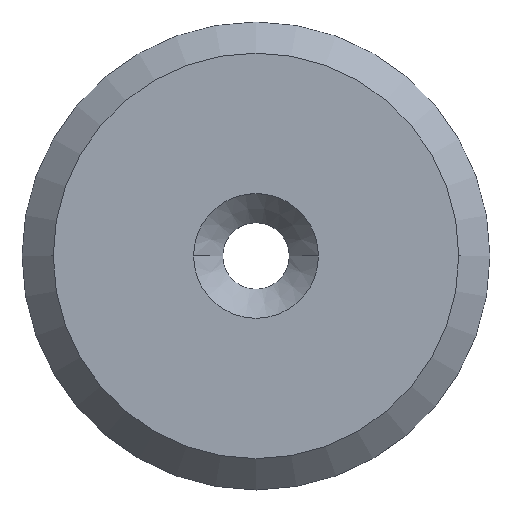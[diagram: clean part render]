
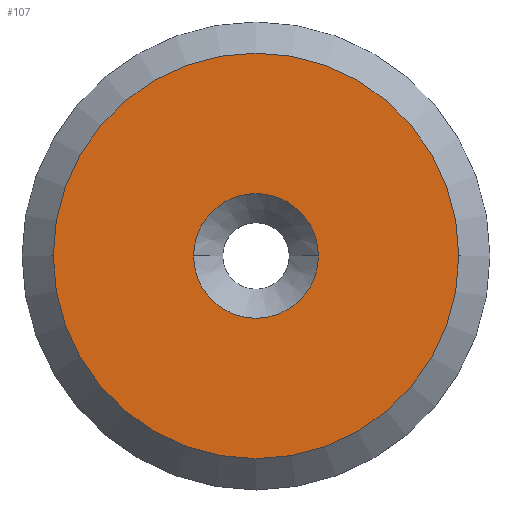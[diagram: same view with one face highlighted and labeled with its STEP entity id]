
A CAD part, top view. The second image highlights one B-rep face of the part: STEP entity #107.
In plain terms, the highlighted planar face has unit normal (0, 0, 1).
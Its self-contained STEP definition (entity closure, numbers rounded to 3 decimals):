
#79=VERTEX_POINT('',#197);
#83=EDGE_CURVE('',#79,#147,#201,.T.);
#89=EDGE_CURVE('',#149,#93,#208,.T.);
#93=VERTEX_POINT('',#212);
#107=ADVANCED_FACE('',(#229,#230),#231,.T.);
#113=EDGE_CURVE('',#147,#79,#237,.T.);
#147=VERTEX_POINT('',#273);
#149=VERTEX_POINT('',#275);
#169=EDGE_CURVE('',#93,#149,#300,.T.);
#197=CARTESIAN_POINT('',(-6.,0.,6.));
#201=CIRCLE('',#326,6.0);
#208=CIRCLE('',#334,19.5);
#212=CARTESIAN_POINT('',(-19.5,0.,6.));
#229=FACE_BOUND('',#362,.T.);
#230=FACE_OUTER_BOUND('',#363,.T.);
#231=PLANE('',#364);
#237=CIRCLE('',#374,6.0);
#273=CARTESIAN_POINT('',(6.,0.,6.));
#275=CARTESIAN_POINT('',(19.5,0.,6.));
#300=CIRCLE('',#451,19.5);
#326=AXIS2_PLACEMENT_3D('',#470,#471,#472);
#334=AXIS2_PLACEMENT_3D('',#481,#482,#483);
#362=EDGE_LOOP('',(#515,#516));
#363=EDGE_LOOP('',(#517,#518));
#364=AXIS2_PLACEMENT_3D('',#519,#520,#521);
#374=AXIS2_PLACEMENT_3D('',#526,#527,#528);
#451=AXIS2_PLACEMENT_3D('',#600,#601,#602);
#470=CARTESIAN_POINT('',(0.,0.,6.));
#471=DIRECTION('',(0.,0.,1.0));
#472=DIRECTION('',(-1.0,0.,0.));
#481=CARTESIAN_POINT('',(0.,0.,6.));
#482=DIRECTION('',(0.,0.,1.0));
#483=DIRECTION('',(-1.0,0.,0.));
#515=ORIENTED_EDGE('',*,*,#83,.F.);
#516=ORIENTED_EDGE('',*,*,#113,.F.);
#517=ORIENTED_EDGE('',*,*,#169,.T.);
#518=ORIENTED_EDGE('',*,*,#89,.T.);
#519=CARTESIAN_POINT('',(-12.75,0.,6.));
#520=DIRECTION('',(0.,0.,1.0));
#521=DIRECTION('',(-1.0,0.,0.0));
#526=CARTESIAN_POINT('',(0.,0.,6.));
#527=DIRECTION('',(0.,0.,1.0));
#528=DIRECTION('',(-1.0,0.,0.));
#600=CARTESIAN_POINT('',(0.,0.,6.));
#601=DIRECTION('',(0.,0.,1.0));
#602=DIRECTION('',(-1.0,0.,0.));
